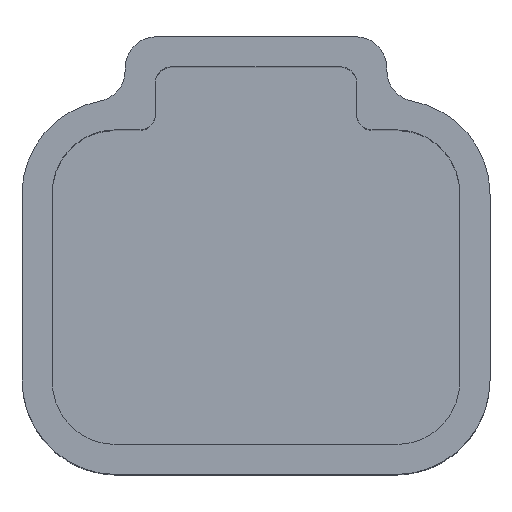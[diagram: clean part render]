
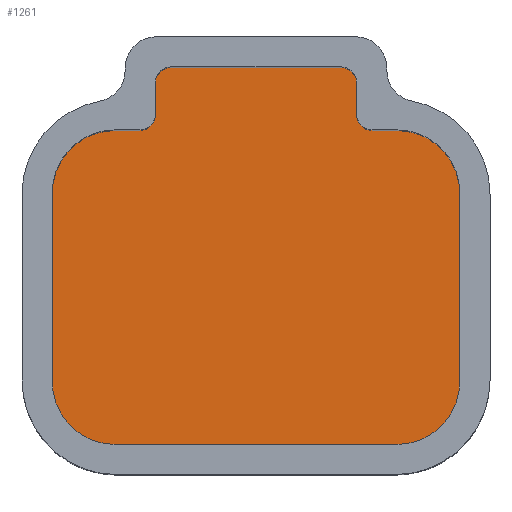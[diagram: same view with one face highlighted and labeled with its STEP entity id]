
A CAD part, top view. The second image highlights one B-rep face of the part: STEP entity #1261.
In plain terms, the highlighted planar face has unit normal (0, 0, 1).
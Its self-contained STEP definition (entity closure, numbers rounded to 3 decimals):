
#230=CARTESIAN_POINT('',(-5.867,8.725,-19.05));
#231=DIRECTION('',(0.,0.,-1.));
#232=DIRECTION('',(1.,0.,0.));
#233=AXIS2_PLACEMENT_3D('',#230,#231,#232);
#248=DIRECTION('',(0.,1.,0.));
#249=VECTOR('',#248,1.6);
#250=CARTESIAN_POINT('',(5.08,8.725,-19.05));
#251=LINE('',#250,#249);
#252=DIRECTION('',(-1.,0.,0.));
#253=VECTOR('',#252,1.245);
#254=CARTESIAN_POINT('',(7.112,7.938,-19.05));
#255=LINE('',#254,#253);
#256=CARTESIAN_POINT('',(7.112,4.763,-19.05));
#257=DIRECTION('',(0.,0.,1.));
#258=DIRECTION('',(1.,0.,0.));
#259=AXIS2_PLACEMENT_3D('',#256,#257,#258);
#261=DIRECTION('',(0.,1.,0.));
#262=VECTOR('',#261,9.525);
#263=CARTESIAN_POINT('',(10.287,-4.763,-19.05));
#264=LINE('',#263,#262);
#265=CARTESIAN_POINT('',(7.112,-4.763,-19.05));
#266=DIRECTION('',(0.,0.,1.));
#267=DIRECTION('',(0.,-1.,0.));
#268=AXIS2_PLACEMENT_3D('',#265,#266,#267);
#270=DIRECTION('',(1.,0.,0.));
#271=VECTOR('',#270,14.224);
#272=CARTESIAN_POINT('',(-7.112,-7.938,-19.05));
#273=LINE('',#272,#271);
#274=CARTESIAN_POINT('',(-7.112,-4.763,-19.05));
#275=DIRECTION('',(0.,0.,1.));
#276=DIRECTION('',(-1.,0.,0.));
#277=AXIS2_PLACEMENT_3D('',#274,#275,#276);
#279=DIRECTION('',(0.,-1.,0.));
#280=VECTOR('',#279,9.525);
#281=CARTESIAN_POINT('',(-10.287,4.763,-19.05));
#282=LINE('',#281,#280);
#283=CARTESIAN_POINT('',(-7.112,4.763,-19.05));
#284=DIRECTION('',(0.,0.,1.));
#285=DIRECTION('',(0.,1.,0.));
#286=AXIS2_PLACEMENT_3D('',#283,#284,#285);
#288=DIRECTION('',(-1.,0.,0.));
#289=VECTOR('',#288,1.245);
#290=CARTESIAN_POINT('',(-5.867,7.938,-19.05));
#291=LINE('',#290,#289);
#292=DIRECTION('',(0.,-1.,0.));
#293=VECTOR('',#292,1.6);
#294=CARTESIAN_POINT('',(-5.08,10.325,-19.05));
#295=LINE('',#294,#293);
#296=CARTESIAN_POINT('',(-4.293,10.325,-19.05));
#297=DIRECTION('',(0.,0.,1.));
#298=DIRECTION('',(0.,1.,0.));
#299=AXIS2_PLACEMENT_3D('',#296,#297,#298);
#301=DIRECTION('',(-1.,0.,0.));
#302=VECTOR('',#301,8.585);
#303=CARTESIAN_POINT('',(4.293,11.113,-19.05));
#304=LINE('',#303,#302);
#305=CARTESIAN_POINT('',(4.293,10.325,-19.05));
#306=DIRECTION('',(0.,0.,1.));
#307=DIRECTION('',(1.,0.,0.));
#308=AXIS2_PLACEMENT_3D('',#305,#306,#307);
#318=CARTESIAN_POINT('',(5.867,8.725,-19.05));
#319=DIRECTION('',(0.,0.,-1.));
#320=DIRECTION('',(0.,-1.,0.));
#321=AXIS2_PLACEMENT_3D('',#318,#319,#320);
#942=CARTESIAN_POINT('',(-5.08,8.725,-19.05));
#943=VERTEX_POINT('',#942);
#944=CARTESIAN_POINT('',(-5.867,7.938,-19.05));
#945=VERTEX_POINT('',#944);
#950=CARTESIAN_POINT('',(5.867,7.938,-19.05));
#951=VERTEX_POINT('',#950);
#952=CARTESIAN_POINT('',(5.08,8.725,-19.05));
#953=VERTEX_POINT('',#952);
#966=CARTESIAN_POINT('',(-10.287,-4.763,-19.05));
#967=CARTESIAN_POINT('',(-7.112,-7.938,-19.05));
#968=VERTEX_POINT('',#966);
#969=VERTEX_POINT('',#967);
#974=CARTESIAN_POINT('',(7.112,-7.938,-19.05));
#975=CARTESIAN_POINT('',(10.287,-4.763,-19.05));
#976=VERTEX_POINT('',#974);
#977=VERTEX_POINT('',#975);
#982=CARTESIAN_POINT('',(10.287,4.763,-19.05));
#983=CARTESIAN_POINT('',(7.112,7.938,-19.05));
#984=VERTEX_POINT('',#982);
#985=VERTEX_POINT('',#983);
#990=CARTESIAN_POINT('',(-7.112,7.938,-19.05));
#991=CARTESIAN_POINT('',(-10.287,4.763,-19.05));
#992=VERTEX_POINT('',#990);
#993=VERTEX_POINT('',#991);
#998=CARTESIAN_POINT('',(5.08,10.325,-19.05));
#999=CARTESIAN_POINT('',(4.293,11.113,-19.05));
#1000=VERTEX_POINT('',#998);
#1001=VERTEX_POINT('',#999);
#1006=CARTESIAN_POINT('',(-4.293,11.113,-19.05));
#1007=CARTESIAN_POINT('',(-5.08,10.325,-19.05));
#1008=VERTEX_POINT('',#1006);
#1009=VERTEX_POINT('',#1007);
#1225=CARTESIAN_POINT('',(0.,0.,-19.05));
#1226=DIRECTION('',(0.,0.,1.));
#1227=DIRECTION('',(1.,0.,0.));
#1228=AXIS2_PLACEMENT_3D('',#1225,#1226,#1227);
#1229=PLANE('',#1228);
#1231=ORIENTED_EDGE('',*,*,#1230,.F.);
#1233=ORIENTED_EDGE('',*,*,#1232,.F.);
#1235=ORIENTED_EDGE('',*,*,#1234,.F.);
#1237=ORIENTED_EDGE('',*,*,#1236,.F.);
#1239=ORIENTED_EDGE('',*,*,#1238,.F.);
#1241=ORIENTED_EDGE('',*,*,#1240,.F.);
#1243=ORIENTED_EDGE('',*,*,#1242,.F.);
#1245=ORIENTED_EDGE('',*,*,#1244,.F.);
#1247=ORIENTED_EDGE('',*,*,#1246,.F.);
#1249=ORIENTED_EDGE('',*,*,#1248,.F.);
#1251=ORIENTED_EDGE('',*,*,#1250,.F.);
#1252=ORIENTED_EDGE('',*,*,#1190,.F.);
#1253=ORIENTED_EDGE('',*,*,#1206,.F.);
#1254=ORIENTED_EDGE('',*,*,#1216,.F.);
#1256=ORIENTED_EDGE('',*,*,#1255,.F.);
#1258=ORIENTED_EDGE('',*,*,#1257,.F.);
#1259=EDGE_LOOP('',(#1231,#1233,#1235,#1237,#1239,#1241,#1243,#1245,#1247,#1249,
#1251,#1252,#1253,#1254,#1256,#1258));
#1260=FACE_OUTER_BOUND('',#1259,.F.);
#234=CIRCLE('',#233,0.787);
#260=CIRCLE('',#259,3.175);
#269=CIRCLE('',#268,3.175);
#278=CIRCLE('',#277,3.175);
#287=CIRCLE('',#286,3.175);
#300=CIRCLE('',#299,0.787);
#309=CIRCLE('',#308,0.787);
#322=CIRCLE('',#321,0.787);
#1190=EDGE_CURVE('',#943,#945,#234,.T.);
#1206=EDGE_CURVE('',#1009,#943,#295,.T.);
#1216=EDGE_CURVE('',#1008,#1009,#300,.T.);
#1230=EDGE_CURVE('',#953,#1000,#251,.T.);
#1232=EDGE_CURVE('',#951,#953,#322,.T.);
#1234=EDGE_CURVE('',#985,#951,#255,.T.);
#1236=EDGE_CURVE('',#984,#985,#260,.T.);
#1238=EDGE_CURVE('',#977,#984,#264,.T.);
#1240=EDGE_CURVE('',#976,#977,#269,.T.);
#1242=EDGE_CURVE('',#969,#976,#273,.T.);
#1244=EDGE_CURVE('',#968,#969,#278,.T.);
#1246=EDGE_CURVE('',#993,#968,#282,.T.);
#1248=EDGE_CURVE('',#992,#993,#287,.T.);
#1250=EDGE_CURVE('',#945,#992,#291,.T.);
#1255=EDGE_CURVE('',#1001,#1008,#304,.T.);
#1257=EDGE_CURVE('',#1000,#1001,#309,.T.);
#1261=ADVANCED_FACE('',(#1260),#1229,.T.);
